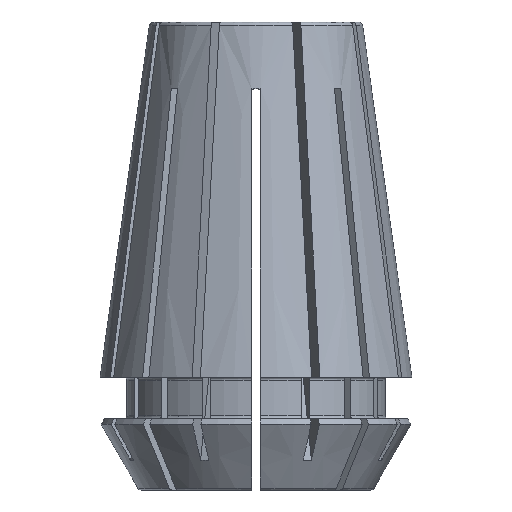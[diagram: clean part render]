
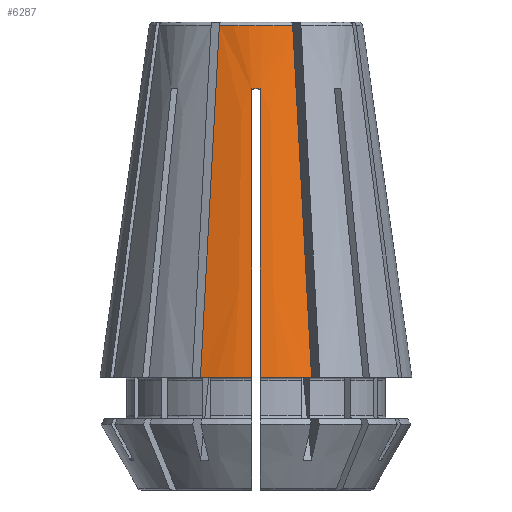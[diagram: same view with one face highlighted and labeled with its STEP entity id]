
A CAD part, front view. The second image highlights one B-rep face of the part: STEP entity #6287.
In plain terms, the highlighted conical face has half-angle 8 degrees and reference radius 10.5 mm.
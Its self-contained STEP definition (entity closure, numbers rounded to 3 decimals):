
#1144=CARTESIAN_POINT('',(-3.739,-9.812,7.6));
#1145=VERTEX_POINT('',#1144);
#1152=CARTESIAN_POINT('',(-2.467,-6.74,31.242));
#1153=VERTEX_POINT('',#1152);
#1154=CARTESIAN_POINT('',(-2.467,-6.74,31.242));
#1155=CARTESIAN_POINT('',(-2.691,-7.281,27.082));
#1156=CARTESIAN_POINT('',(-2.915,-7.821,22.923));
#1157=CARTESIAN_POINT('',(-3.139,-8.361,18.764));
#1158=CARTESIAN_POINT('',(-3.339,-8.845,15.043));
#1159=CARTESIAN_POINT('',(-3.539,-9.328,11.321));
#1160=CARTESIAN_POINT('',(-3.739,-9.812,7.6));
#1161=B_SPLINE_CURVE_WITH_KNOTS('',3,(#1154,#1155,#1156,#1157,#1158,#1159,#1160),.UNSPECIFIED.,.F.,.F.,(4,3,4),(0.,0.013,0.024),.UNSPECIFIED.);
#1162=EDGE_CURVE('',#1153,#1145,#1161,.T.);
#1418=CARTESIAN_POINT('',(2.467,-6.74,31.242));
#1419=VERTEX_POINT('',#1418);
#1427=CARTESIAN_POINT('',(3.739,-9.812,7.6));
#1428=VERTEX_POINT('',#1427);
#1429=CARTESIAN_POINT('',(2.467,-6.74,31.242));
#1430=CARTESIAN_POINT('',(2.691,-7.281,27.082));
#1431=CARTESIAN_POINT('',(2.915,-7.821,22.923));
#1432=CARTESIAN_POINT('',(3.139,-8.361,18.764));
#1433=CARTESIAN_POINT('',(3.339,-8.845,15.043));
#1434=CARTESIAN_POINT('',(3.539,-9.328,11.321));
#1435=CARTESIAN_POINT('',(3.739,-9.812,7.6));
#1436=B_SPLINE_CURVE_WITH_KNOTS('',3,(#1429,#1430,#1431,#1432,#1433,#1434,#1435),.UNSPECIFIED.,.F.,.F.,(4,3,4),(0.,0.013,0.024),.UNSPECIFIED.);
#1437=EDGE_CURVE('',#1419,#1428,#1436,.T.);
#1536=CARTESIAN_POINT('',(-0.3,-10.496,7.6));
#1537=VERTEX_POINT('',#1536);
#1664=CARTESIAN_POINT('',(-0.3,-7.768,27.));
#1665=VERTEX_POINT('',#1664);
#1672=CARTESIAN_POINT('',(-0.3,-7.768,27.));
#1673=CARTESIAN_POINT('',(-0.3,-7.88,26.202));
#1674=CARTESIAN_POINT('',(-0.3,-7.992,25.405));
#1675=CARTESIAN_POINT('',(-0.3,-8.104,24.607));
#1676=CARTESIAN_POINT('',(-0.3,-8.765,19.907));
#1677=CARTESIAN_POINT('',(-0.3,-9.426,15.208));
#1678=CARTESIAN_POINT('',(-0.3,-10.087,10.508));
#1679=CARTESIAN_POINT('',(-0.3,-10.223,9.539));
#1680=CARTESIAN_POINT('',(-0.3,-10.359,8.569));
#1681=CARTESIAN_POINT('',(-0.3,-10.496,7.6));
#1682=B_SPLINE_CURVE_WITH_KNOTS('',3,(#1672,#1673,#1674,#1675,#1676,#1677,#1678,#1679,#1680,#1681),.UNSPECIFIED.,.F.,.F.,(4,3,3,4),(0.012,0.014,0.028,0.031),.UNSPECIFIED.);
#1683=EDGE_CURVE('',#1665,#1537,#1682,.T.);
#1693=CARTESIAN_POINT('',(0.3,-7.768,27.));
#1694=VERTEX_POINT('',#1693);
#1695=CARTESIAN_POINT('',(0.,0.,27.));
#1696=DIRECTION('',(0.,0.,-1.));
#1697=DIRECTION('',(-1.,0.,0.));
#1698=AXIS2_PLACEMENT_3D('',#1695,#1696,#1697);
#1699=CIRCLE('',#1698,7.774);
#1700=EDGE_CURVE('',#1694,#1665,#1699,.T.);
#4982=CARTESIAN_POINT('',(-0.,0.,7.6));
#4983=DIRECTION('',(-0.,0.,1.));
#4984=DIRECTION('',(1.,0.,0.));
#4985=AXIS2_PLACEMENT_3D('',#4982,#4983,#4984);
#4986=CIRCLE('',#4985,10.5);
#4987=EDGE_CURVE('',#1145,#1537,#4986,.T.);
#5027=CARTESIAN_POINT('',(0.3,-10.496,7.6));
#5028=VERTEX_POINT('',#5027);
#5029=CARTESIAN_POINT('',(-0.,0.,7.6));
#5030=DIRECTION('',(-0.,0.,1.));
#5031=DIRECTION('',(1.,0.,0.));
#5032=AXIS2_PLACEMENT_3D('',#5029,#5030,#5031);
#5033=CIRCLE('',#5032,10.5);
#5034=EDGE_CURVE('',#5028,#1428,#5033,.T.);
#6248=CARTESIAN_POINT('',(-0.,0.,31.242));
#6249=DIRECTION('',(-0.,0.,1.));
#6250=DIRECTION('',(1.,0.,0.));
#6251=AXIS2_PLACEMENT_3D('',#6248,#6249,#6250);
#6252=CIRCLE('',#6251,7.177);
#6253=EDGE_CURVE('',#1153,#1419,#6252,.T.);
#6260=CARTESIAN_POINT('',(-0.,0.,7.6));
#6261=DIRECTION('',(0.,0.,-1.));
#6262=DIRECTION('',(-1.,0.,-0.));
#6263=AXIS2_PLACEMENT_3D('',#6260,#6261,#6262);
#6264=CONICAL_SURFACE('',#6263,10.5,8.);
#6265=ORIENTED_EDGE('',*,*,#6253,.F.);
#6266=ORIENTED_EDGE('',*,*,#1162,.T.);
#6267=ORIENTED_EDGE('',*,*,#4987,.T.);
#6268=ORIENTED_EDGE('',*,*,#1683,.F.);
#6269=ORIENTED_EDGE('',*,*,#1700,.F.);
#6270=CARTESIAN_POINT('',(0.3,-7.768,27.));
#6271=CARTESIAN_POINT('',(0.3,-7.88,26.202));
#6272=CARTESIAN_POINT('',(0.3,-7.992,25.405));
#6273=CARTESIAN_POINT('',(0.3,-8.104,24.607));
#6274=CARTESIAN_POINT('',(0.3,-8.765,19.907));
#6275=CARTESIAN_POINT('',(0.3,-9.426,15.208));
#6276=CARTESIAN_POINT('',(0.3,-10.087,10.508));
#6277=CARTESIAN_POINT('',(0.3,-10.223,9.539));
#6278=CARTESIAN_POINT('',(0.3,-10.359,8.569));
#6279=CARTESIAN_POINT('',(0.3,-10.496,7.6));
#6280=B_SPLINE_CURVE_WITH_KNOTS('',3,(#6270,#6271,#6272,#6273,#6274,#6275,#6276,#6277,#6278,#6279),.UNSPECIFIED.,.F.,.F.,(4,3,3,4),(0.012,0.014,0.028,0.031),.UNSPECIFIED.);
#6281=EDGE_CURVE('',#1694,#5028,#6280,.T.);
#6282=ORIENTED_EDGE('',*,*,#6281,.T.);
#6283=ORIENTED_EDGE('',*,*,#5034,.T.);
#6284=ORIENTED_EDGE('',*,*,#1437,.F.);
#6285=EDGE_LOOP('',(#6265,#6266,#6267,#6268,#6269,#6282,#6283,#6284));
#6286=FACE_BOUND('',#6285,.T.);
#6287=ADVANCED_FACE('',(#6286),#6264,.T.);
